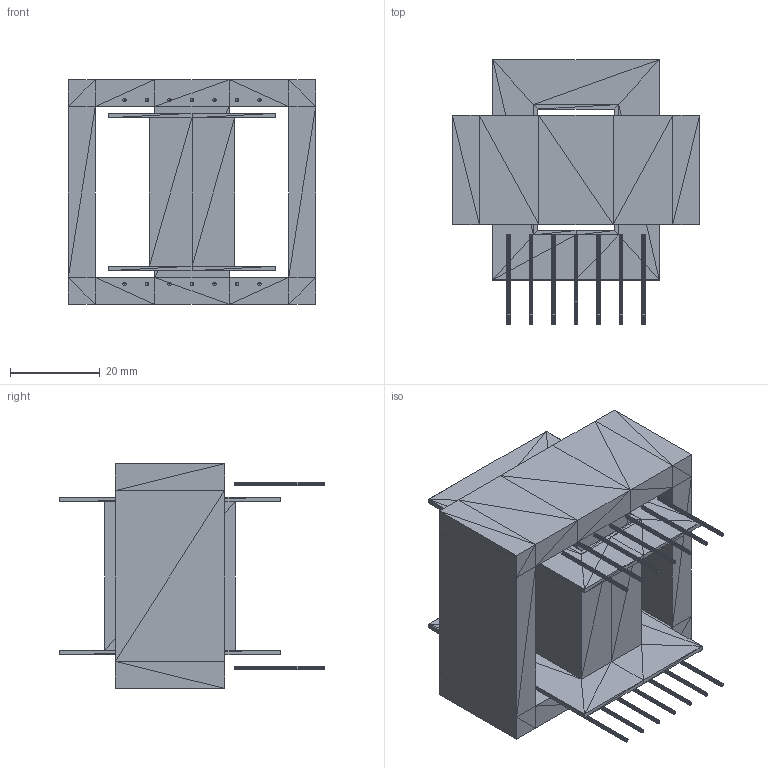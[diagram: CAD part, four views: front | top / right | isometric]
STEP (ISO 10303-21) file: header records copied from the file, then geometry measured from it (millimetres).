
FILE_DESCRIPTION(/* description */ (''),/* implementation_level */ '2;1');
FILE_NAME(/* name */ 'transformer v1.step',/* time_stamp */ '2023-06-12T01:04:25+03:00',/* author */ (''),/* organization */ (''),/* preprocessor_version */ 'ST-DEVELOPER v19.2',/* originating_system */ 'Autodesk Translation Framework v12.4.0.73',/* authorisation */ '');
FILE_SCHEMA (('AUTOMOTIVE_DESIGN { 1 0 10303 214 3 1 1 }'));
Length unit declared in the file: millimetre
Products named in the file (1): transformer
Bounding box: 55 x 58.83 x 50 mm (x, y, z)
Volume: 48227.8 mm3; surface area: 26081.9 mm2
Topology: 16 solids, 16 shells, 2148 faces, 3222 edges, 1100 vertices
Faces by surface type: plane 2148
Entity records: 42024 total; most frequent: DIRECTION 7520, CARTESIAN_POINT 6471, ORIENTED_EDGE 6444, LINE 3222, VECTOR 3222, EDGE_CURVE 3222, AXIS2_PLACEMENT_3D 2149, FACE_OUTER_BOUND 2148
